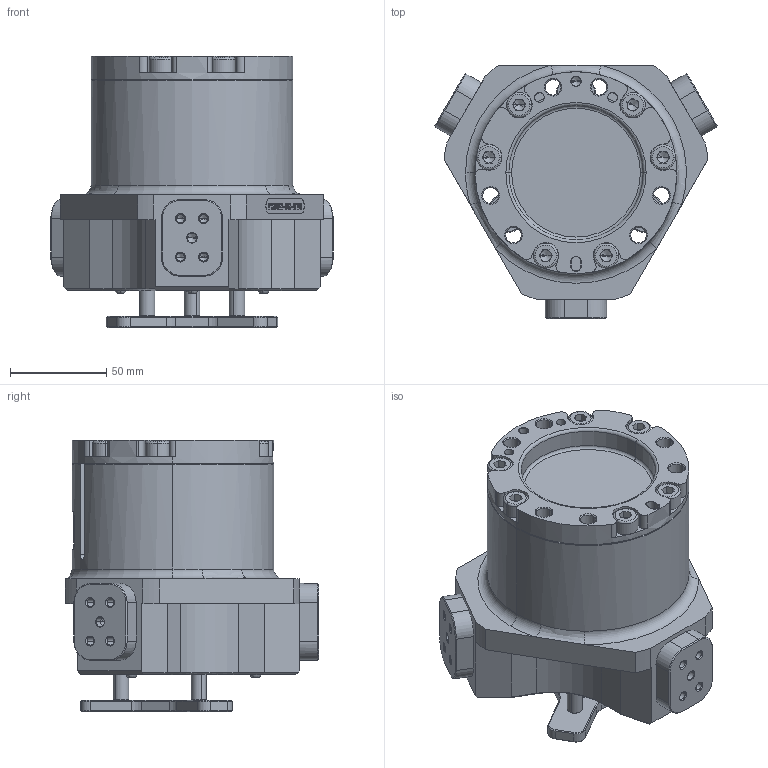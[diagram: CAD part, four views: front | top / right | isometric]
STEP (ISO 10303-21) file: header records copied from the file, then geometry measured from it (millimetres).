
FILE_DESCRIPTION (( 'STEP AP203' ), '1' );
FILE_NAME ('全密封三爪D80装配图.STEP', '2018-07-30T05:55:48', ( 'User' ), ( 'Microsoft' ), 'SwSTEP 2.0', 'SolidWorks 2015', '' );
FILE_SCHEMA (( 'CONFIG_CONTROL_DESIGN' ));
Length unit declared in the file: millimetre
Products named in the file (14): hexagon socket head cap screws gb_GB_FASTENER_SCREWS_HSHCS M8X20-N; LOGOﾅﾆ; FY56N-80-BTS-01褲极; 梓齪7; FY56N-80-BTS-02賑輸; FY56N-80-BTS-07LOGO; FY56N-80-BTS-06前盖; 迠蹋啣絳翐; hexagon socket button head screws gb_GB_SOCKET_TYPE7 M3X6-N; 迠蹋啣-D80; 迠蹋啣傍杶; 全密封三爪D80装配图; 迠蹋啣蹟隊; FY56N-80-BTS-05綴裔
Assembly tree (28 placements, depth 2):
  全密封三爪D80装配图
    FY56N-80-BTS-01褲极
    FY56N-80-BTS-02賑輸  x3
    FY56N-80-BTS-06前盖
    hexagon socket button head screws gb_GB_SOCKET_TYPE7 M3X6-N  x3
    迠蹋啣傍杶  x3
    迠蹋啣蹟隊  x3
    FY56N-80-BTS-05綴裔
    hexagon socket head cap screws gb_GB_FASTENER_SCREWS_HSHCS M8X20-N  x6
    LOGOﾅﾆ
    梓齪7
    FY56N-80-BTS-07LOGO
    迠蹋啣絳翐  x3
    迠蹋啣-D80
Bounding box: 146.91 x 131.87 x 141.28 mm (x, y, z)
Volume: 723006.3 mm3; surface area: 210855.2 mm2
Topology: 28 solids, 28 shells, 1828 faces, 4521 edges, 2805 vertices
Faces by surface type: plane 827, cylinder 431, cone 331, bspline 174, torus 59, sphere 6
Entity records: 59035 total; most frequent: CARTESIAN_POINT 23238, ORIENTED_EDGE 7206, DIRECTION 6676, EDGE_CURVE 3603, VERTEX_POINT 2302, LINE 2268, VECTOR 2268, AXIS2_PLACEMENT_3D 2204
